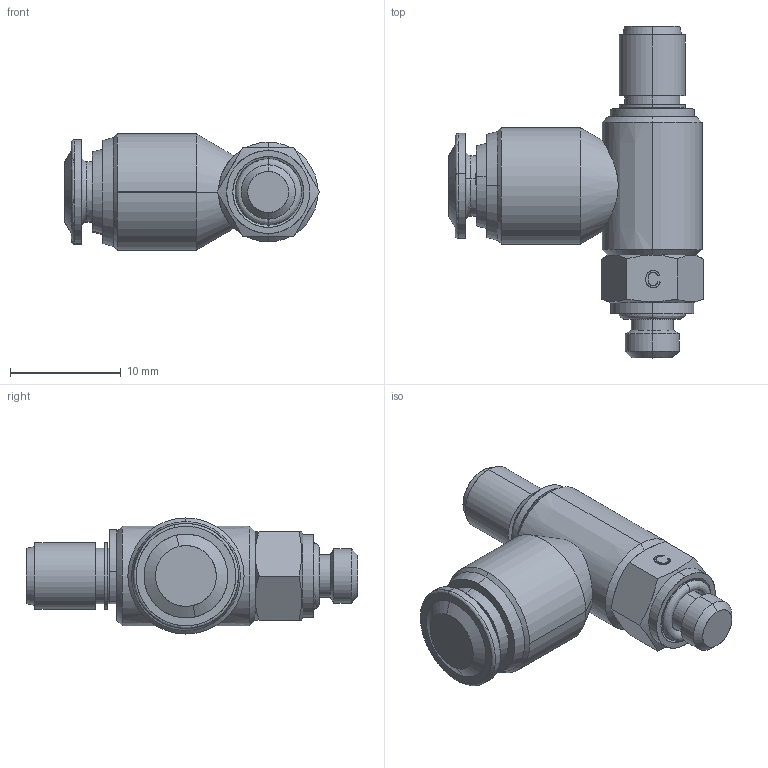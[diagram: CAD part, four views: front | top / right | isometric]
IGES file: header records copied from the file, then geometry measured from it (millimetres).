
Start section: SolidWorks IGES file using analytic representation for surfaces
Global section: file name: 5790100002A.igs; native system: SolidWorks 2011; preprocessor: SolidWorks 2011; author: cad05; date: 110530.141528; units: millimetre
Bounding box: 23.02 x 30 x 10.5 mm (x, y, z)
Surface area: 1494.8 mm2 (no closed solid volume)
Topology: 0 solids, 0 shells, 119 faces, 1772 edges, 1772 vertices
Faces by surface type: revolution 63, bspline 56
